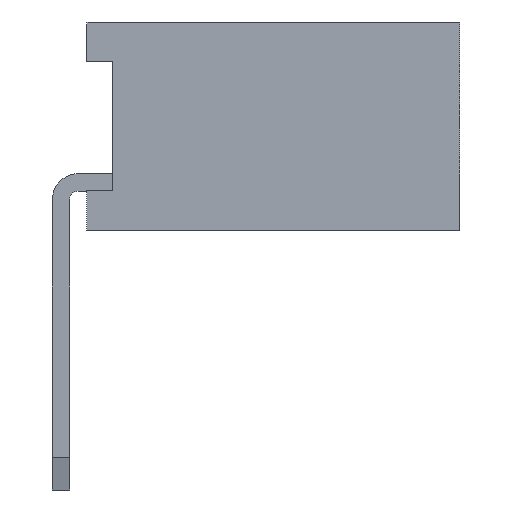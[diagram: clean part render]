
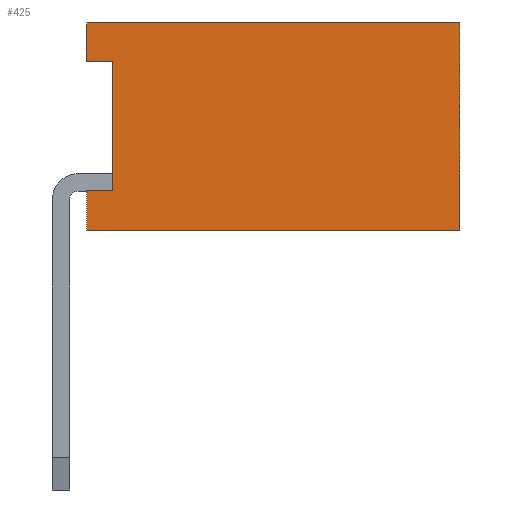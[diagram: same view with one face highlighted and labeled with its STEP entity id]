
A CAD part, left-side view. The second image highlights one B-rep face of the part: STEP entity #425.
In plain terms, the highlighted planar face has unit normal (-1, 0, 0).
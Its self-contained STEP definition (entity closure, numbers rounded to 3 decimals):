
#425=ADVANCED_FACE('',(#18049),#18051,.T.);
#18049=FACE_BOUND('',#18050,.T.);
#18050=EDGE_LOOP('',(#32105,#32106,#32107,#32108,#32109,#32110,#32111,#32112));
#18051=PLANE('',#18052);
#18052=AXIS2_PLACEMENT_3D('',#18053,#18054,#18055);
#18053=CARTESIAN_POINT('',(-1.,-4.6,0.));
#18054=DIRECTION('',(-1.,0.,0.));
#18055=DIRECTION('',(0.,0.,1.));
#32105=ORIENTED_EDGE('',*,*,#42629,.T.);
#32106=ORIENTED_EDGE('',*,*,#42761,.T.);
#32107=ORIENTED_EDGE('',*,*,#42502,.T.);
#32108=ORIENTED_EDGE('',*,*,#42760,.F.);
#32109=ORIENTED_EDGE('',*,*,#42762,.F.);
#32110=ORIENTED_EDGE('',*,*,#42763,.T.);
#32111=ORIENTED_EDGE('',*,*,#42764,.T.);
#32112=ORIENTED_EDGE('',*,*,#42755,.F.);
#42502=EDGE_CURVE('',#47838,#47835,#47839,.F.);
#42629=EDGE_CURVE('',#48092,#48090,#48093,.F.);
#42755=EDGE_CURVE('',#48092,#48337,#48338,.T.);
#42760=EDGE_CURVE('',#48344,#47835,#48346,.T.);
#42761=EDGE_CURVE('',#48090,#47838,#48347,.T.);
#42762=EDGE_CURVE('',#48348,#48344,#48349,.T.);
#42763=EDGE_CURVE('',#48348,#48350,#48351,.T.);
#42764=EDGE_CURVE('',#48350,#48337,#48352,.T.);
#47835=VERTEX_POINT('',#56605);
#47838=VERTEX_POINT('',#56610);
#47839=LINE('',#56611,#56612);
#48090=VERTEX_POINT('',#57114);
#48092=VERTEX_POINT('',#57118);
#48093=LINE('',#57119,#57120);
#48337=VERTEX_POINT('',#57615);
#48338=LINE('',#57616,#57617);
#48344=VERTEX_POINT('',#57630);
#48346=LINE('',#57634,#57635);
#48347=LINE('',#57637,#57638);
#48348=VERTEX_POINT('',#57640);
#48349=LINE('',#57641,#57642);
#48350=VERTEX_POINT('',#57644);
#48351=LINE('',#57645,#57646);
#48352=LINE('',#57648,#57649);
#56605=CARTESIAN_POINT('',(-1.,-0.3,0.45));
#56610=CARTESIAN_POINT('',(-1.,-0.6,0.45));
#56611=CARTESIAN_POINT('',(-1.,-0.3,0.45));
#56612=VECTOR('',#56613,1.);
#56613=DIRECTION('',(0.,-1.,0.));
#57114=CARTESIAN_POINT('',(-1.,-0.6,1.95));
#57118=CARTESIAN_POINT('',(-1.,-0.3,1.95));
#57119=CARTESIAN_POINT('',(-1.,-0.6,1.95));
#57120=VECTOR('',#57121,1.);
#57121=DIRECTION('',(0.,1.,0.));
#57615=CARTESIAN_POINT('',(-1.,-0.3,2.4));
#57616=CARTESIAN_POINT('',(-1.,-0.3,1.95));
#57617=VECTOR('',#57618,1.);
#57618=DIRECTION('',(0.,0.,1.));
#57630=CARTESIAN_POINT('',(-1.,-0.3,0.));
#57634=CARTESIAN_POINT('',(-1.,-0.3,0.));
#57635=VECTOR('',#57636,1.);
#57636=DIRECTION('',(0.,0.,1.));
#57637=CARTESIAN_POINT('',(-1.,-0.6,1.95));
#57638=VECTOR('',#57639,1.);
#57639=DIRECTION('',(0.,0.,-1.));
#57640=CARTESIAN_POINT('',(-1.,-4.6,0.));
#57641=CARTESIAN_POINT('',(-1.,-4.6,0.));
#57642=VECTOR('',#57643,1.);
#57643=DIRECTION('',(0.,1.,0.));
#57644=CARTESIAN_POINT('',(-1.,-4.6,2.4));
#57645=CARTESIAN_POINT('',(-1.,-4.6,0.));
#57646=VECTOR('',#57647,1.);
#57647=DIRECTION('',(0.,0.,1.));
#57648=CARTESIAN_POINT('',(-1.,-4.6,2.4));
#57649=VECTOR('',#57650,1.);
#57650=DIRECTION('',(0.,1.,0.));
